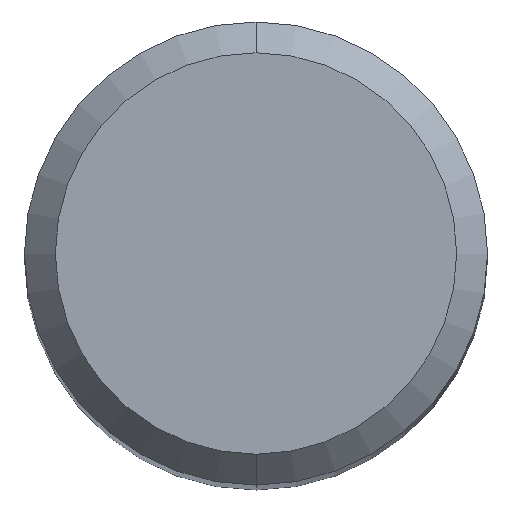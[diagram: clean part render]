
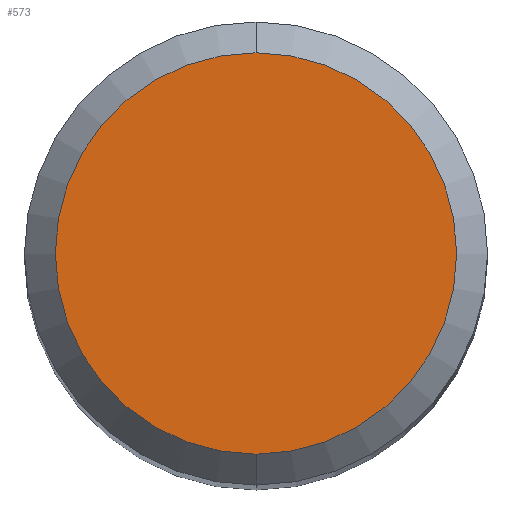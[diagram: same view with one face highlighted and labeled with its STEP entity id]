
A CAD part, top view. The second image highlights one B-rep face of the part: STEP entity #573.
In plain terms, the highlighted planar face has unit normal (0, 0, 1).
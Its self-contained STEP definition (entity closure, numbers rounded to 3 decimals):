
#573=ADVANCED_FACE('',(#1311),#1312,.T.);
#615=EDGE_CURVE('',#973,#1059,#1358,.T.);
#773=EDGE_CURVE('',#1059,#973,#1533,.T.);
#973=VERTEX_POINT('',#1746);
#1059=VERTEX_POINT('',#1846);
#1311=FACE_OUTER_BOUND('',#2589,.T.);
#1312=PLANE('',#2590);
#1358=CIRCLE('',#2826,2.6);
#1533=CIRCLE('',#3443,2.6);
#1746=CARTESIAN_POINT('',(0.0,2.6,0.0));
#1846=CARTESIAN_POINT('',(0.,-2.6,0.0));
#2589=EDGE_LOOP('',(#5061,#5062));
#2590=AXIS2_PLACEMENT_3D('',#5063,#5064,#5065);
#2826=AXIS2_PLACEMENT_3D('',#5110,#5111,#5112);
#3443=AXIS2_PLACEMENT_3D('',#5338,#5339,#5340);
#5061=ORIENTED_EDGE('',*,*,#615,.F.);
#5062=ORIENTED_EDGE('',*,*,#773,.F.);
#5063=CARTESIAN_POINT('',(0.0,1.3,0.0));
#5064=DIRECTION('',(-0.0,0.0,1.0));
#5065=DIRECTION('',(0.0,-1.0,0.0));
#5110=CARTESIAN_POINT('',(0.0,0.0,0.0));
#5111=DIRECTION('',(0.0,0.0,-1.0));
#5112=DIRECTION('',(0.0,1.0,0.0));
#5338=CARTESIAN_POINT('',(0.0,0.0,0.0));
#5339=DIRECTION('',(0.0,0.0,-1.0));
#5340=DIRECTION('',(0.0,1.0,0.0));
